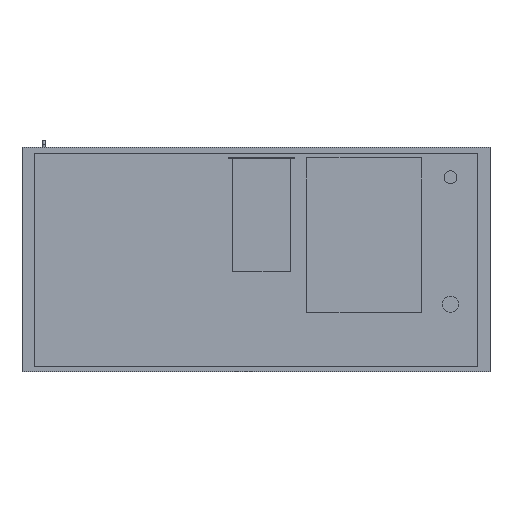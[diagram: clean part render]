
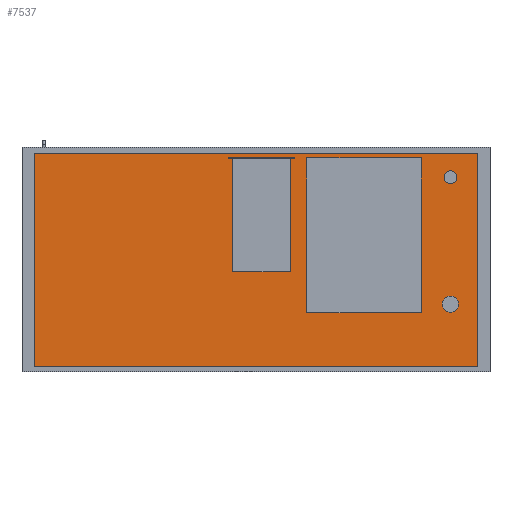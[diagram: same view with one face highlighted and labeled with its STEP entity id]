
A CAD part, front view. The second image highlights one B-rep face of the part: STEP entity #7537.
In plain terms, the highlighted planar face has unit normal (0, -1, 0).
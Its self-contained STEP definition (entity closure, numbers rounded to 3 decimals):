
#64=FACE_BOUND('',#775,.T.);
#65=FACE_BOUND('',#776,.T.);
#82=CIRCLE('',#8051,20.);
#84=CIRCLE('',#8055,25.);
#315=FACE_OUTER_BOUND('',#774,.T.);
#774=EDGE_LOOP('',(#5033,#5034,#5035,#5036));
#775=EDGE_LOOP('',(#5037));
#776=EDGE_LOOP('',(#5038));
#1257=LINE('',#10804,#2221);
#1260=LINE('',#10810,#2224);
#1263=LINE('',#10816,#2227);
#1266=LINE('',#10820,#2230);
#2221=VECTOR('',#8687,10.);
#2224=VECTOR('',#8692,10.);
#2227=VECTOR('',#8697,10.);
#2230=VECTOR('',#8702,10.);
#3166=VERTEX_POINT('',#10761);
#3168=VERTEX_POINT('',#10768);
#3179=VERTEX_POINT('',#10801);
#3180=VERTEX_POINT('',#10803);
#3182=VERTEX_POINT('',#10809);
#3184=VERTEX_POINT('',#10815);
#3889=EDGE_CURVE('',#3166,#3166,#82,.T.);
#3892=EDGE_CURVE('',#3168,#3168,#84,.T.);
#3907=EDGE_CURVE('',#3180,#3179,#1257,.T.);
#3910=EDGE_CURVE('',#3182,#3180,#1260,.T.);
#3913=EDGE_CURVE('',#3184,#3182,#1263,.T.);
#3916=EDGE_CURVE('',#3179,#3184,#1266,.T.);
#5033=ORIENTED_EDGE('',*,*,#3916,.T.);
#5034=ORIENTED_EDGE('',*,*,#3913,.T.);
#5035=ORIENTED_EDGE('',*,*,#3910,.T.);
#5036=ORIENTED_EDGE('',*,*,#3907,.T.);
#5037=ORIENTED_EDGE('',*,*,#3889,.T.);
#5038=ORIENTED_EDGE('',*,*,#3892,.T.);
#7133=PLANE('',#8067);
#7537=ADVANCED_FACE('',(#315,#64,#65),#7133,.T.);
#8051=AXIS2_PLACEMENT_3D('',#10763,#8648,#8649);
#8055=AXIS2_PLACEMENT_3D('',#10770,#8657,#8658);
#8067=AXIS2_PLACEMENT_3D('',#10822,#8705,#8706);
#8648=DIRECTION('center_axis',(0.,1.,0.));
#8649=DIRECTION('ref_axis',(1.,0.,0.));
#8657=DIRECTION('center_axis',(0.,1.,0.));
#8658=DIRECTION('ref_axis',(1.,0.,0.));
#8687=DIRECTION('',(-1.,0.,0.));
#8692=DIRECTION('',(0.,0.,1.));
#8697=DIRECTION('',(1.,0.,0.));
#8702=DIRECTION('',(0.,0.,-1.));
#8705=DIRECTION('center_axis',(0.,-1.,0.));
#8706=DIRECTION('ref_axis',(0.,0.,-1.));
#10761=CARTESIAN_POINT('',(582.5,-370.,255.));
#10763=CARTESIAN_POINT('Origin',(602.5,-370.,255.));
#10768=CARTESIAN_POINT('',(577.5,-370.,-138.));
#10770=CARTESIAN_POINT('Origin',(602.5,-370.,-138.));
#10801=CARTESIAN_POINT('',(-687.5,-370.,330.));
#10803=CARTESIAN_POINT('',(687.5,-370.,330.));
#10804=CARTESIAN_POINT('',(-687.5,-370.,330.));
#10809=CARTESIAN_POINT('',(687.5,-370.,-330.));
#10810=CARTESIAN_POINT('',(687.5,-370.,330.));
#10815=CARTESIAN_POINT('',(-687.5,-370.,-330.));
#10816=CARTESIAN_POINT('',(687.5,-370.,-330.));
#10820=CARTESIAN_POINT('',(-687.5,-370.,-330.));
#10822=CARTESIAN_POINT('Origin',(0.,-370.,0.));
